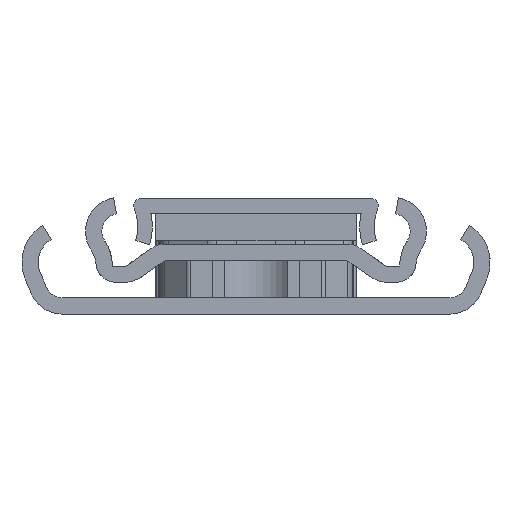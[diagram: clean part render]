
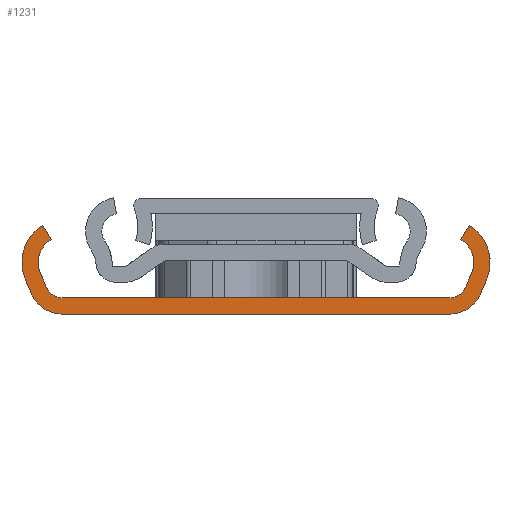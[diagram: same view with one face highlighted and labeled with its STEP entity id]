
A CAD part, left-side view. The second image highlights one B-rep face of the part: STEP entity #1231.
In plain terms, the highlighted planar face has unit normal (-1, 0, 0).
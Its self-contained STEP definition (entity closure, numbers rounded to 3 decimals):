
#41 = CARTESIAN_POINT ( 'NONE',  ( 0., -21.3, 3.7 ) ) ;
#53 = ORIENTED_EDGE ( 'NONE', *, *, #6773, .F. ) ;
#55 = VERTEX_POINT ( 'NONE', #4669 ) ;
#87 = CARTESIAN_POINT ( 'NONE',  ( 0., 21.3, 1.8 ) ) ;
#195 = EDGE_CURVE ( 'NONE', #3356, #2567, #6354, .T. ) ;
#299 = VERTEX_POINT ( 'NONE', #898 ) ;
#341 = CARTESIAN_POINT ( 'NONE',  ( 0., -21.3, 1.8 ) ) ;
#399 = ORIENTED_EDGE ( 'NONE', *, *, #1227, .F. ) ;
#447 = CARTESIAN_POINT ( 'NONE',  ( 0., -24.712, 2.269 ) ) ;
#485 = VECTOR ( 'NONE', #1639, 1000. ) ;
#595 = ORIENTED_EDGE ( 'NONE', *, *, #1934, .T. ) ;
#609 = LINE ( 'NONE', #7220, #3419 ) ;
#667 = DIRECTION ( 'NONE',  ( 0., 0., -1. ) ) ;
#683 = DIRECTION ( 'NONE',  ( 1., 0., 0. ) ) ;
#720 = VECTOR ( 'NONE', #7268, 1000. ) ;
#802 = CIRCLE ( 'NONE', #1498, 3.7 ) ;
#844 = VERTEX_POINT ( 'NONE', #4507 ) ;
#898 = CARTESIAN_POINT ( 'NONE',  ( 0., -23.449, 9.77 ) ) ;
#983 = EDGE_CURVE ( 'NONE', #55, #5391, #7299, .T. ) ;
#1204 = CARTESIAN_POINT ( 'NONE',  ( 0., 21.3, 3.7 ) ) ;
#1227 = EDGE_CURVE ( 'NONE', #5391, #7515, #7017, .T. ) ;
#1231 = ADVANCED_FACE ( 'NONE', ( #3804 ), #3268, .F. ) ;
#1269 = ORIENTED_EDGE ( 'NONE', *, *, #2568, .T. ) ;
#1347 = VECTOR ( 'NONE', #6043, 1000. ) ;
#1437 = ORIENTED_EDGE ( 'NONE', *, *, #3280, .T. ) ;
#1451 = CARTESIAN_POINT ( 'NONE',  ( 0., 22.521, 8.228 ) ) ;
#1486 = DIRECTION ( 'NONE',  ( 0., 0., -1. ) ) ;
#1498 = AXIS2_PLACEMENT_3D ( 'NONE', #2005, #2033, #7325 ) ;
#1625 = ORIENTED_EDGE ( 'NONE', *, *, #1830, .F. ) ;
#1639 = DIRECTION ( 'NONE',  ( 0., 1., 0. ) ) ;
#1649 = EDGE_CURVE ( 'NONE', #55, #4298, #802, .T. ) ;
#1702 = CARTESIAN_POINT ( 'NONE',  ( 0., -22.521, 8.228 ) ) ;
#1711 = EDGE_CURVE ( 'NONE', #299, #2567, #609, .T. ) ;
#1775 = DIRECTION ( 'NONE',  ( 0., 0.516, -0.857 ) ) ;
#1830 = EDGE_CURVE ( 'NONE', #5204, #4064, #7283, .T. ) ;
#1903 = LINE ( 'NONE', #5269, #485 ) ;
#1934 = EDGE_CURVE ( 'NONE', #7119, #844, #5323, .T. ) ;
#1987 = ORIENTED_EDGE ( 'NONE', *, *, #6532, .T. ) ;
#2005 = CARTESIAN_POINT ( 'NONE',  ( 0., -21.3, 3.7 ) ) ;
#2033 = DIRECTION ( 'NONE',  ( -1., 0., 0. ) ) ;
#2086 = EDGE_CURVE ( 'NONE', #7411, #4393, #3973, .T. ) ;
#2208 = CARTESIAN_POINT ( 'NONE',  ( 0., 21.3, 3.7 ) ) ;
#2263 = AXIS2_PLACEMENT_3D ( 'NONE', #41, #4254, #667 ) ;
#2348 = DIRECTION ( 'NONE',  ( 1., 0., 0. ) ) ;
#2353 = CARTESIAN_POINT ( 'NONE',  ( 0., -23.052, 2.965 ) ) ;
#2358 = DIRECTION ( 'NONE',  ( 0., 0., -1. ) ) ;
#2363 = VECTOR ( 'NONE', #5028, 1000. ) ;
#2446 = CARTESIAN_POINT ( 'NONE',  ( 0., -23.72, 4.559 ) ) ;
#2465 = EDGE_LOOP ( 'NONE', ( #5656, #5044, #399, #7535, #6112, #53, #5010, #5358, #4987, #1987, #4586, #1437, #595, #6693, #1269, #1625 ) ) ;
#2517 = DIRECTION ( 'NONE',  ( 1., 0., 0. ) ) ;
#2556 = CARTESIAN_POINT ( 'NONE',  ( 0., 25.38, 3.863 ) ) ;
#2567 = VERTEX_POINT ( 'NONE', #1702 ) ;
#2568 = EDGE_CURVE ( 'NONE', #5541, #4064, #5402, .T. ) ;
#2618 = DIRECTION ( 'NONE',  ( 0., 0., -1. ) ) ;
#2811 = DIRECTION ( 'NONE',  ( 0., 0., -1. ) ) ;
#3005 = AXIS2_PLACEMENT_3D ( 'NONE', #1204, #3746, #2618 ) ;
#3060 = CARTESIAN_POINT ( 'NONE',  ( 0., 21., 5.7 ) ) ;
#3268 = PLANE ( 'NONE',  #4217 ) ;
#3280 = EDGE_CURVE ( 'NONE', #7411, #7119, #1903, .T. ) ;
#3283 = CARTESIAN_POINT ( 'NONE',  ( 0., -23.72, 4.559 ) ) ;
#3356 = VERTEX_POINT ( 'NONE', #3283 ) ;
#3371 = DIRECTION ( 'NONE',  ( -1., 0., 0. ) ) ;
#3419 = VECTOR ( 'NONE', #1775, 1000. ) ;
#3594 = DIRECTION ( 'NONE',  ( -1., 0., 0. ) ) ;
#3623 = VECTOR ( 'NONE', #3869, 1000. ) ;
#3746 = DIRECTION ( 'NONE',  ( 1., 0., 0. ) ) ;
#3804 = FACE_OUTER_BOUND ( 'NONE', #2465, .T. ) ;
#3869 = DIRECTION ( 'NONE',  ( 0., -0.387, -0.922 ) ) ;
#3949 = LINE ( 'NONE', #6819, #2363 ) ;
#3960 = EDGE_CURVE ( 'NONE', #4192, #7515, #4595, .T. ) ;
#3973 = CIRCLE ( 'NONE', #2263, 1.9 ) ;
#4012 = VECTOR ( 'NONE', #6792, 1000. ) ;
#4064 = VERTEX_POINT ( 'NONE', #1451 ) ;
#4079 = VECTOR ( 'NONE', #4986, 1000. ) ;
#4192 = VERTEX_POINT ( 'NONE', #5775 ) ;
#4217 = AXIS2_PLACEMENT_3D ( 'NONE', #3060, #2517, #1486 ) ;
#4254 = DIRECTION ( 'NONE',  ( -1., 0., 0. ) ) ;
#4271 = CARTESIAN_POINT ( 'NONE',  ( 0., 21., 5.7 ) ) ;
#4298 = VERTEX_POINT ( 'NONE', #447 ) ;
#4331 = VERTEX_POINT ( 'NONE', #6518 ) ;
#4354 = CIRCLE ( 'NONE', #4813, 4.75 ) ;
#4393 = VERTEX_POINT ( 'NONE', #2353 ) ;
#4417 = AXIS2_PLACEMENT_3D ( 'NONE', #6242, #3371, #2358 ) ;
#4435 = EDGE_CURVE ( 'NONE', #4331, #299, #7408, .T. ) ;
#4507 = CARTESIAN_POINT ( 'NONE',  ( 0., 23.052, 2.965 ) ) ;
#4547 = LINE ( 'NONE', #2446, #1347 ) ;
#4586 = ORIENTED_EDGE ( 'NONE', *, *, #2086, .F. ) ;
#4595 = LINE ( 'NONE', #2556, #4012 ) ;
#4669 = CARTESIAN_POINT ( 'NONE',  ( 0., -21.3, 0. ) ) ;
#4813 = AXIS2_PLACEMENT_3D ( 'NONE', #4271, #683, #4884 ) ;
#4884 = DIRECTION ( 'NONE',  ( 0., 0., -1. ) ) ;
#4954 = EDGE_CURVE ( 'NONE', #5541, #844, #6473, .T. ) ;
#4986 = DIRECTION ( 'NONE',  ( 0., -0.516, -0.857 ) ) ;
#4987 = ORIENTED_EDGE ( 'NONE', *, *, #195, .F. ) ;
#5010 = ORIENTED_EDGE ( 'NONE', *, *, #4435, .T. ) ;
#5028 = DIRECTION ( 'NONE',  ( 0., 0.387, -0.922 ) ) ;
#5044 = ORIENTED_EDGE ( 'NONE', *, *, #3960, .T. ) ;
#5204 = VERTEX_POINT ( 'NONE', #7741 ) ;
#5269 = CARTESIAN_POINT ( 'NONE',  ( 0., 0., 1.8 ) ) ;
#5323 = CIRCLE ( 'NONE', #7655, 1.9 ) ;
#5358 = ORIENTED_EDGE ( 'NONE', *, *, #1711, .T. ) ;
#5391 = VERTEX_POINT ( 'NONE', #7145 ) ;
#5402 = CIRCLE ( 'NONE', #7356, 2.95 ) ;
#5541 = VERTEX_POINT ( 'NONE', #6713 ) ;
#5656 = ORIENTED_EDGE ( 'NONE', *, *, #6545, .F. ) ;
#5764 = AXIS2_PLACEMENT_3D ( 'NONE', #7212, #3594, #7820 ) ;
#5775 = CARTESIAN_POINT ( 'NONE',  ( 0., 25.38, 3.863 ) ) ;
#5893 = CARTESIAN_POINT ( 'NONE',  ( 0., 24.712, 2.269 ) ) ;
#5958 = CARTESIAN_POINT ( 'NONE',  ( 0., 21., 5.7 ) ) ;
#5969 = CARTESIAN_POINT ( 'NONE',  ( 0., 23.449, 9.77 ) ) ;
#6043 = DIRECTION ( 'NONE',  ( 0., 0.387, -0.922 ) ) ;
#6112 = ORIENTED_EDGE ( 'NONE', *, *, #1649, .T. ) ;
#6242 = CARTESIAN_POINT ( 'NONE',  ( 0., -21., 5.7 ) ) ;
#6354 = CIRCLE ( 'NONE', #4417, 2.95 ) ;
#6441 = DIRECTION ( 'NONE',  ( 1., 0., 0. ) ) ;
#6473 = LINE ( 'NONE', #7488, #3623 ) ;
#6518 = CARTESIAN_POINT ( 'NONE',  ( 0., -25.38, 3.863 ) ) ;
#6532 = EDGE_CURVE ( 'NONE', #3356, #4393, #4547, .T. ) ;
#6545 = EDGE_CURVE ( 'NONE', #4192, #5204, #4354, .T. ) ;
#6568 = DIRECTION ( 'NONE',  ( 0., 0., -1. ) ) ;
#6693 = ORIENTED_EDGE ( 'NONE', *, *, #4954, .F. ) ;
#6712 = CARTESIAN_POINT ( 'NONE',  ( 0., 0., 0. ) ) ;
#6713 = CARTESIAN_POINT ( 'NONE',  ( 0., 23.72, 4.559 ) ) ;
#6773 = EDGE_CURVE ( 'NONE', #4331, #4298, #3949, .T. ) ;
#6792 = DIRECTION ( 'NONE',  ( 0., -0.387, -0.922 ) ) ;
#6819 = CARTESIAN_POINT ( 'NONE',  ( 0., -25.38, 3.863 ) ) ;
#7017 = CIRCLE ( 'NONE', #3005, 3.7 ) ;
#7119 = VERTEX_POINT ( 'NONE', #87 ) ;
#7145 = CARTESIAN_POINT ( 'NONE',  ( 0., 21.3, 0. ) ) ;
#7212 = CARTESIAN_POINT ( 'NONE',  ( 0., -21., 5.7 ) ) ;
#7220 = CARTESIAN_POINT ( 'NONE',  ( 0., -23.449, 9.77 ) ) ;
#7268 = DIRECTION ( 'NONE',  ( 0., 1., 0. ) ) ;
#7283 = LINE ( 'NONE', #5969, #4079 ) ;
#7299 = LINE ( 'NONE', #6712, #720 ) ;
#7325 = DIRECTION ( 'NONE',  ( 0., 0., -1. ) ) ;
#7356 = AXIS2_PLACEMENT_3D ( 'NONE', #5958, #2348, #6568 ) ;
#7408 = CIRCLE ( 'NONE', #5764, 4.75 ) ;
#7411 = VERTEX_POINT ( 'NONE', #341 ) ;
#7488 = CARTESIAN_POINT ( 'NONE',  ( 0., 23.72, 4.559 ) ) ;
#7515 = VERTEX_POINT ( 'NONE', #5893 ) ;
#7535 = ORIENTED_EDGE ( 'NONE', *, *, #983, .F. ) ;
#7655 = AXIS2_PLACEMENT_3D ( 'NONE', #2208, #6441, #2811 ) ;
#7741 = CARTESIAN_POINT ( 'NONE',  ( 0., 23.449, 9.77 ) ) ;
#7820 = DIRECTION ( 'NONE',  ( 0., 0., -1. ) ) ;
